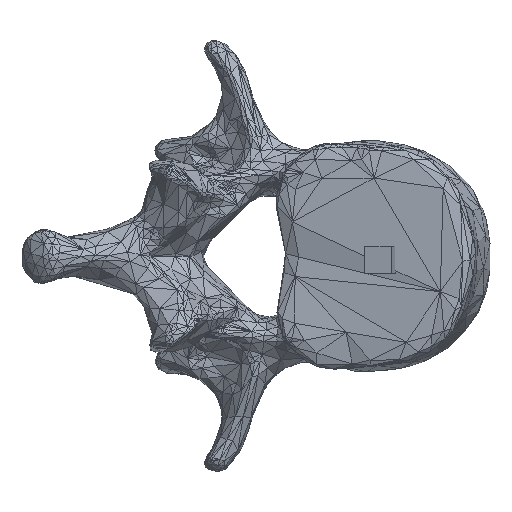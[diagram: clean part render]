
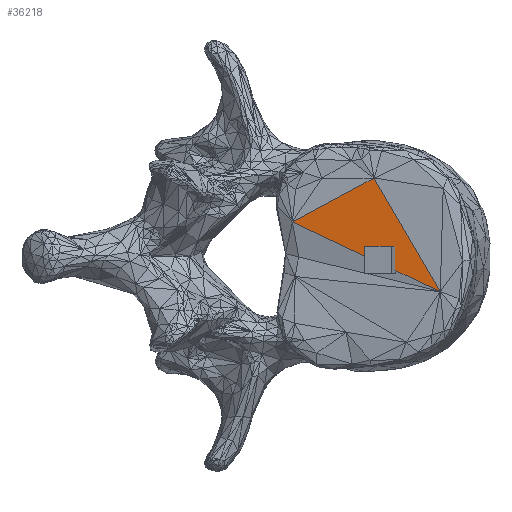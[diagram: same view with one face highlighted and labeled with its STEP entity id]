
A CAD part, left-side view. The second image highlights one B-rep face of the part: STEP entity #36218.
In plain terms, the highlighted planar face has unit normal (-0.986, 0.167, 0.005).
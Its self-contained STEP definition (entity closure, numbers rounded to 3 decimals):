
#20=FACE_OUTER_BOUND('',#3302,.T.);
#3302=EDGE_LOOP('',(#23075,#23076,#23077,#23078,#23079,#23080,#23081));
#6579=LINE('',#54300,#11518);
#6587=LINE('',#54317,#11526);
#6591=LINE('',#54323,#11530);
#6593=LINE('',#54328,#11532);
#6594=LINE('',#54330,#11533);
#6595=LINE('',#54332,#11534);
#6596=LINE('',#54333,#11535);
#11518=VECTOR('',#42795,10.);
#11526=VECTOR('',#42807,10.);
#11530=VECTOR('',#42813,10.);
#11532=VECTOR('',#42819,30.336);
#11533=VECTOR('',#42820,24.209);
#11534=VECTOR('',#42821,17.181);
#11535=VECTOR('',#42822,30.336);
#16457=VERTEX_POINT('',#54298);
#16458=VERTEX_POINT('',#54299);
#16464=VERTEX_POINT('',#54315);
#16465=VERTEX_POINT('',#54316);
#16467=VERTEX_POINT('',#54327);
#16468=VERTEX_POINT('',#54329);
#16469=VERTEX_POINT('',#54331);
#18114=EDGE_CURVE('',#16457,#16458,#6579,.T.);
#18122=EDGE_CURVE('',#16464,#16465,#6587,.T.);
#18126=EDGE_CURVE('',#16458,#16464,#6591,.T.);
#18128=EDGE_CURVE('',#16465,#16467,#6593,.T.);
#18129=EDGE_CURVE('',#16468,#16467,#6594,.T.);
#18130=EDGE_CURVE('',#16468,#16469,#6595,.T.);
#18131=EDGE_CURVE('',#16469,#16457,#6596,.T.);
#23075=ORIENTED_EDGE('',*,*,#18114,.T.);
#23076=ORIENTED_EDGE('',*,*,#18126,.T.);
#23077=ORIENTED_EDGE('',*,*,#18122,.T.);
#23078=ORIENTED_EDGE('',*,*,#18128,.T.);
#23079=ORIENTED_EDGE('',*,*,#18129,.F.);
#23080=ORIENTED_EDGE('',*,*,#18130,.T.);
#23081=ORIENTED_EDGE('',*,*,#18131,.T.);
#32936=PLANE('',#39514);
#36218=ADVANCED_FACE('',(#20),#32936,.T.);
#39514=AXIS2_PLACEMENT_3D('',#54326,#42817,#42818);
#42795=DIRECTION('',(0.005,-0.001,1.));
#42807=DIRECTION('',(-0.005,0.001,-1.));
#42813=DIRECTION('',(-0.167,-0.986,0.));
#42817=DIRECTION('center_axis',(-0.986,0.167,0.005));
#42818=DIRECTION('ref_axis',(0.005,0.,1.));
#42819=DIRECTION('',(-0.153,-0.894,-0.421));
#42820=DIRECTION('',(-0.089,-0.502,-0.86));
#42821=DIRECTION('',(0.145,0.871,-0.469));
#42822=DIRECTION('',(-0.153,-0.894,-0.421));
#54298=CARTESIAN_POINT('',(975.902,-92.975,0.387));
#54299=CARTESIAN_POINT('',(975.913,-92.978,2.5));
#54300=CARTESIAN_POINT('',(975.882,-92.97,-3.765));
#54315=CARTESIAN_POINT('',(975.077,-97.922,2.5));
#54316=CARTESIAN_POINT('',(975.054,-97.917,-1.941));
#54317=CARTESIAN_POINT('',(975.058,-97.918,-1.267));
#54323=CARTESIAN_POINT('',(970.001,-127.929,2.5));
#54326=CARTESIAN_POINT('Origin',(964.019,-163.063,-5.046));
#54327=CARTESIAN_POINT('',(973.627,-106.234,-5.858));
#54328=CARTESIAN_POINT('',(978.281,-79.115,6.915));
#54329=CARTESIAN_POINT('',(975.791,-94.085,14.97));
#54330=CARTESIAN_POINT('',(975.791,-94.085,14.97));
#54331=CARTESIAN_POINT('',(978.281,-79.115,6.915));
#54332=CARTESIAN_POINT('',(975.791,-94.085,14.97));
#54333=CARTESIAN_POINT('',(978.281,-79.115,6.915));
